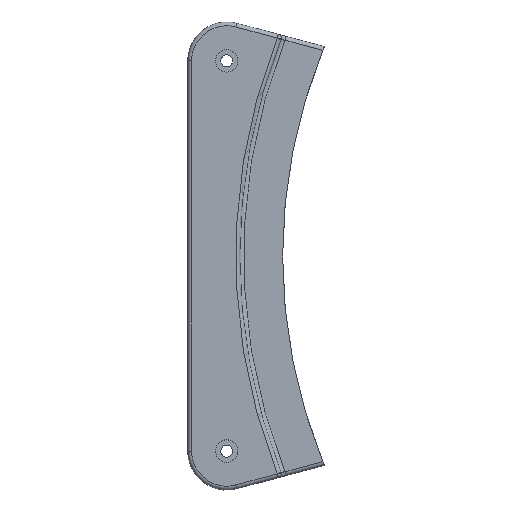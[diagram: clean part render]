
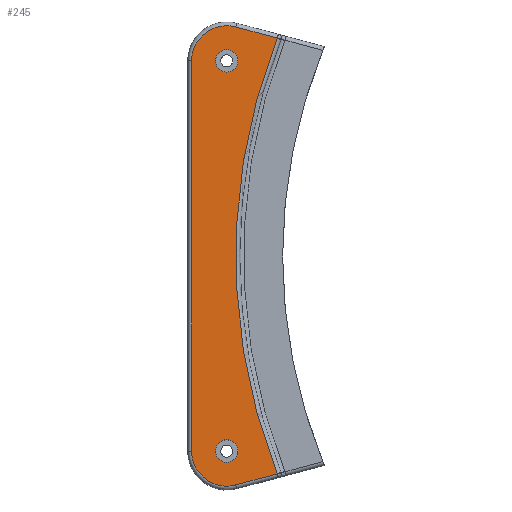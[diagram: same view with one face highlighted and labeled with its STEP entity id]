
A CAD part, top view. The second image highlights one B-rep face of the part: STEP entity #245.
In plain terms, the highlighted planar face has unit normal (0, 0, 1).
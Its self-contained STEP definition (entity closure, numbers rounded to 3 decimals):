
#18 = DIRECTION ( 'NONE',  ( 1., 0., 0. ) ) ;
#24 = DIRECTION ( 'NONE',  ( 0., 0., 1. ) ) ;
#26 = CIRCLE ( 'NONE', #689, 2.875 ) ;
#48 = VERTEX_POINT ( 'NONE', #271 ) ;
#50 = CIRCLE ( 'NONE', #900, 9. ) ;
#55 = DIRECTION ( 'NONE',  ( 0.966, 0.259, 0. ) ) ;
#56 = CARTESIAN_POINT ( 'NONE',  ( -2.875, 160., 6. ) ) ;
#58 = CARTESIAN_POINT ( 'NONE',  ( 14.055, 154.448, 6. ) ) ;
#92 = CARTESIAN_POINT ( 'NONE',  ( 0., 260., 6. ) ) ;
#106 = EDGE_CURVE ( 'NONE', #813, #264, #979, .T. ) ;
#112 = CARTESIAN_POINT ( 'NONE',  ( 0., 160., 6. ) ) ;
#117 = VERTEX_POINT ( 'NONE', #605 ) ;
#133 = EDGE_LOOP ( 'NONE', ( #604, #1107 ) ) ;
#156 = DIRECTION ( 'NONE',  ( -1., 0., 0. ) ) ;
#169 = ORIENTED_EDGE ( 'NONE', *, *, #204, .T. ) ;
#182 = FACE_BOUND ( 'NONE', #133, .T. ) ;
#189 = DIRECTION ( 'NONE',  ( -0.966, 0.259, 0. ) ) ;
#204 = EDGE_CURVE ( 'NONE', #885, #117, #999, .T. ) ;
#238 = AXIS2_PLACEMENT_3D ( 'NONE', #433, #1289, #18 ) ;
#245 = ADVANCED_FACE ( 'NONE', ( #324, #182, #262 ), #399, .T. ) ;
#248 = LINE ( 'NONE', #608, #993 ) ;
#262 = FACE_BOUND ( 'NONE', #480, .T. ) ;
#264 = VERTEX_POINT ( 'NONE', #621 ) ;
#271 = CARTESIAN_POINT ( 'NONE',  ( 2.329, 268.693, 6. ) ) ;
#287 = AXIS2_PLACEMENT_3D ( 'NONE', #1060, #837, #420 ) ;
#303 = EDGE_CURVE ( 'NONE', #498, #48, #248, .T. ) ;
#309 = CIRCLE ( 'NONE', #238, 2.875 ) ;
#324 = FACE_OUTER_BOUND ( 'NONE', #1185, .T. ) ;
#332 = EDGE_CURVE ( 'NONE', #504, #1339, #1203, .T. ) ;
#348 = AXIS2_PLACEMENT_3D ( 'NONE', #92, #1338, #1346 ) ;
#373 = AXIS2_PLACEMENT_3D ( 'NONE', #1276, #978, #974 ) ;
#399 = PLANE ( 'NONE',  #348 ) ;
#404 = ORIENTED_EDGE ( 'NONE', *, *, #609, .F. ) ;
#414 = CARTESIAN_POINT ( 'NONE',  ( 0., 160., 6. ) ) ;
#420 = DIRECTION ( 'NONE',  ( 1., 0., 0. ) ) ;
#433 = CARTESIAN_POINT ( 'NONE',  ( 0., 260., 6. ) ) ;
#436 = EDGE_CURVE ( 'NONE', #1339, #504, #26, .T. ) ;
#441 = CARTESIAN_POINT ( 'NONE',  ( 2.875, 260., 6. ) ) ;
#447 = DIRECTION ( 'NONE',  ( 1., 0., 0. ) ) ;
#456 = CARTESIAN_POINT ( 'NONE',  ( 0., 260., 6. ) ) ;
#480 = EDGE_LOOP ( 'NONE', ( #1317, #404 ) ) ;
#498 = VERTEX_POINT ( 'NONE', #852 ) ;
#499 = CARTESIAN_POINT ( 'NONE',  ( -9., 260., 6. ) ) ;
#504 = VERTEX_POINT ( 'NONE', #1163 ) ;
#510 = DIRECTION ( 'NONE',  ( 0., -1., 0. ) ) ;
#512 = ORIENTED_EDGE ( 'NONE', *, *, #106, .T. ) ;
#519 = VERTEX_POINT ( 'NONE', #1069 ) ;
#521 = DIRECTION ( 'NONE',  ( 0., 0., 1. ) ) ;
#604 = ORIENTED_EDGE ( 'NONE', *, *, #332, .F. ) ;
#605 = CARTESIAN_POINT ( 'NONE',  ( -9., 160., 6. ) ) ;
#608 = CARTESIAN_POINT ( 'NONE',  ( 2.329, 268.693, 6. ) ) ;
#609 = EDGE_CURVE ( 'NONE', #519, #712, #1145, .T. ) ;
#621 = CARTESIAN_POINT ( 'NONE',  ( 12.967, 154.157, 6. ) ) ;
#626 = DIRECTION ( 'NONE',  ( -1., 0., 0. ) ) ;
#649 = ORIENTED_EDGE ( 'NONE', *, *, #303, .T. ) ;
#651 = EDGE_CURVE ( 'NONE', #117, #813, #50, .T. ) ;
#659 = EDGE_CURVE ( 'NONE', #712, #519, #309, .T. ) ;
#689 = AXIS2_PLACEMENT_3D ( 'NONE', #414, #24, #156 ) ;
#712 = VERTEX_POINT ( 'NONE', #441 ) ;
#724 = EDGE_CURVE ( 'NONE', #48, #885, #1057, .T. ) ;
#766 = DIRECTION ( 'NONE',  ( 0., 0., 1. ) ) ;
#804 = CARTESIAN_POINT ( 'NONE',  ( 2.329, 151.307, 6. ) ) ;
#807 = AXIS2_PLACEMENT_3D ( 'NONE', #1045, #521, #626 ) ;
#813 = VERTEX_POINT ( 'NONE', #804 ) ;
#837 = DIRECTION ( 'NONE',  ( 0., 0., -1. ) ) ;
#839 = ORIENTED_EDGE ( 'NONE', *, *, #987, .T. ) ;
#852 = CARTESIAN_POINT ( 'NONE',  ( 12.967, 265.843, 6. ) ) ;
#885 = VERTEX_POINT ( 'NONE', #499 ) ;
#900 = AXIS2_PLACEMENT_3D ( 'NONE', #112, #1175, #447 ) ;
#902 = VECTOR ( 'NONE', #510, 1000. ) ;
#974 = DIRECTION ( 'NONE',  ( 1., 0., 0. ) ) ;
#978 = DIRECTION ( 'NONE',  ( 0., 0., 1. ) ) ;
#979 = LINE ( 'NONE', #58, #1071 ) ;
#987 = EDGE_CURVE ( 'NONE', #264, #498, #998, .T. ) ;
#993 = VECTOR ( 'NONE', #189, 1000. ) ;
#998 = CIRCLE ( 'NONE', #287, 152. ) ;
#999 = LINE ( 'NONE', #1143, #902 ) ;
#1035 = AXIS2_PLACEMENT_3D ( 'NONE', #456, #766, #1290 ) ;
#1045 = CARTESIAN_POINT ( 'NONE',  ( 0., 160., 6. ) ) ;
#1057 = CIRCLE ( 'NONE', #373, 9. ) ;
#1060 = CARTESIAN_POINT ( 'NONE',  ( 154.338, 210., 6. ) ) ;
#1069 = CARTESIAN_POINT ( 'NONE',  ( -2.875, 260., 6. ) ) ;
#1071 = VECTOR ( 'NONE', #55, 1000. ) ;
#1107 = ORIENTED_EDGE ( 'NONE', *, *, #436, .F. ) ;
#1143 = CARTESIAN_POINT ( 'NONE',  ( -9., 160., 6. ) ) ;
#1144 = ORIENTED_EDGE ( 'NONE', *, *, #724, .T. ) ;
#1145 = CIRCLE ( 'NONE', #1035, 2.875 ) ;
#1163 = CARTESIAN_POINT ( 'NONE',  ( 2.875, 160., 6. ) ) ;
#1175 = DIRECTION ( 'NONE',  ( 0., 0., 1. ) ) ;
#1185 = EDGE_LOOP ( 'NONE', ( #1144, #169, #1263, #512, #839, #649 ) ) ;
#1203 = CIRCLE ( 'NONE', #807, 2.875 ) ;
#1263 = ORIENTED_EDGE ( 'NONE', *, *, #651, .T. ) ;
#1276 = CARTESIAN_POINT ( 'NONE',  ( 0., 260., 6. ) ) ;
#1289 = DIRECTION ( 'NONE',  ( 0., 0., 1. ) ) ;
#1290 = DIRECTION ( 'NONE',  ( 1., 0., 0. ) ) ;
#1317 = ORIENTED_EDGE ( 'NONE', *, *, #659, .F. ) ;
#1338 = DIRECTION ( 'NONE',  ( 0., 0., 1. ) ) ;
#1339 = VERTEX_POINT ( 'NONE', #56 ) ;
#1346 = DIRECTION ( 'NONE',  ( 1., 0., 0. ) ) ;
